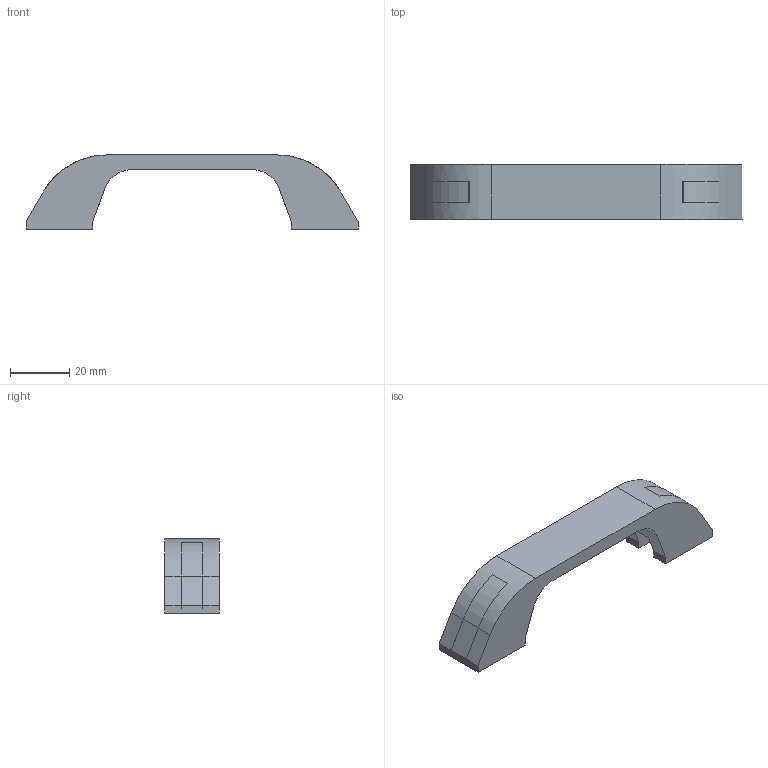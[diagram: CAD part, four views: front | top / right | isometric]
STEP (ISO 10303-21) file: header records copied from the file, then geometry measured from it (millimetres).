
FILE_DESCRIPTION (( 'STEP AP203' ), '1' );
FILE_NAME ('3_842_518_738_Bosch.step', '2024-06-10T09:11:25', ( '' ), ( '' ), 'SwSTEP 2.0', 'SolidWorks 2014', '' );
FILE_SCHEMA (( 'CONFIG_CONTROL_DESIGN' ));
Length unit declared in the file: millimetre
Products named in the file (1): 3_842_518_738_Bosch
Bounding box: 112.5 x 18.6 x 25.2 mm (x, y, z)
Volume: 20181.8 mm3; surface area: 10416.7 mm2
Topology: 1 solids, 1 shells, 94 faces, 278 edges, 182 vertices
Faces by surface type: plane 76, cylinder 18
Entity records: 3369 total; most frequent: CARTESIAN_POINT 751, ORIENTED_EDGE 556, DIRECTION 494, EDGE_CURVE 278, LINE 236, VECTOR 236, VERTEX_POINT 182, AXIS2_PLACEMENT_3D 129
